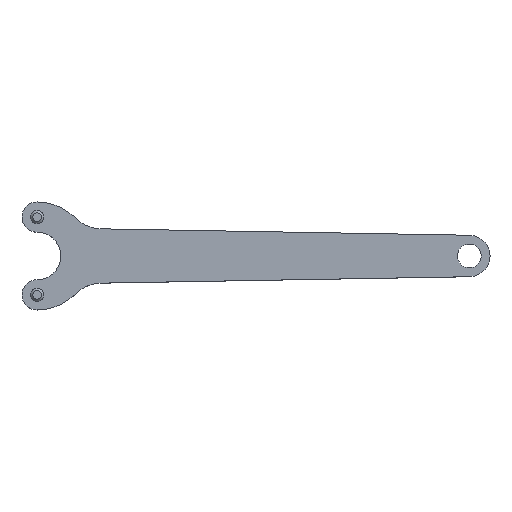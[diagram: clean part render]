
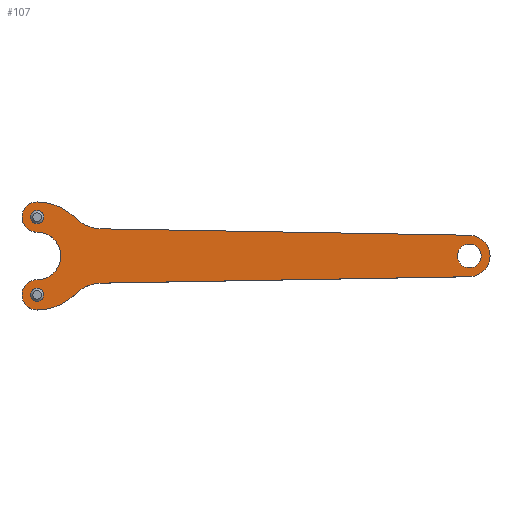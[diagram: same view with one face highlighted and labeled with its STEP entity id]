
A CAD part, top view. The second image highlights one B-rep face of the part: STEP entity #107.
In plain terms, the highlighted planar face has unit normal (0, 0, 1).
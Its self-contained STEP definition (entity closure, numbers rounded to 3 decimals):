
#107 = ADVANCED_FACE( '', ( #218, #219, #220, #221 ), #222, .T. );
#218 = FACE_BOUND( '', #325, .T. );
#219 = FACE_BOUND( '', #326, .T. );
#220 = FACE_BOUND( '', #327, .T. );
#221 = FACE_OUTER_BOUND( '', #328, .T. );
#222 = PLANE( '', #329 );
#325 = EDGE_LOOP( '', ( #503 ) );
#326 = EDGE_LOOP( '', ( #504 ) );
#327 = EDGE_LOOP( '', ( #505 ) );
#328 = EDGE_LOOP( '', ( #506, #507, #508, #509, #510, #511, #512, #513, #514, #515 ) );
#329 = AXIS2_PLACEMENT_3D( '', #516, #517, #518 );
#503 = ORIENTED_EDGE( '', *, *, #538, .F. );
#504 = ORIENTED_EDGE( '', *, *, #546, .F. );
#505 = ORIENTED_EDGE( '', *, *, #565, .F. );
#506 = ORIENTED_EDGE( '', *, *, #550, .F. );
#507 = ORIENTED_EDGE( '', *, *, #559, .F. );
#508 = ORIENTED_EDGE( '', *, *, #584, .F. );
#509 = ORIENTED_EDGE( '', *, *, #586, .F. );
#510 = ORIENTED_EDGE( '', *, *, #542, .F. );
#511 = ORIENTED_EDGE( '', *, *, #555, .F. );
#512 = ORIENTED_EDGE( '', *, *, #568, .F. );
#513 = ORIENTED_EDGE( '', *, *, #524, .F. );
#514 = ORIENTED_EDGE( '', *, *, #529, .F. );
#515 = ORIENTED_EDGE( '', *, *, #581, .F. );
#516 = CARTESIAN_POINT( '', ( 15., 14.981, 5. ) );
#517 = DIRECTION( '', ( 0., 0., 1. ) );
#518 = DIRECTION( '', ( 1., 0., 0. ) );
#524 = EDGE_CURVE( '', #595, #597, #598, .T. );
#529 = EDGE_CURVE( '', #603, #595, #605, .T. );
#538 = EDGE_CURVE( '', #619, #619, #620, .T. );
#542 = EDGE_CURVE( '', #625, #627, #628, .T. );
#546 = EDGE_CURVE( '', #633, #633, #634, .T. );
#550 = EDGE_CURVE( '', #639, #641, #642, .T. );
#555 = EDGE_CURVE( '', #647, #625, #649, .T. );
#559 = EDGE_CURVE( '', #653, #639, #655, .T. );
#565 = EDGE_CURVE( '', #664, #664, #665, .T. );
#568 = EDGE_CURVE( '', #597, #647, #668, .T. );
#581 = EDGE_CURVE( '', #641, #603, #683, .T. );
#584 = EDGE_CURVE( '', #685, #653, #687, .T. );
#586 = EDGE_CURVE( '', #627, #685, #689, .T. );
#595 = VERTEX_POINT( '', #699 );
#597 = VERTEX_POINT( '', #702 );
#598 = LINE( '', #703, #704 );
#603 = VERTEX_POINT( '', #710 );
#605 = CIRCLE( '', #713, 4.8 );
#619 = VERTEX_POINT( '', #727 );
#620 = CIRCLE( '', #728, 1.5 );
#625 = VERTEX_POINT( '', #733 );
#627 = VERTEX_POINT( '', #736 );
#628 = CIRCLE( '', #737, 3.5 );
#633 = VERTEX_POINT( '', #743 );
#634 = CIRCLE( '', #744, 1.5 );
#639 = VERTEX_POINT( '', #749 );
#641 = VERTEX_POINT( '', #752 );
#642 = CIRCLE( '', #753, 8.7 );
#647 = VERTEX_POINT( '', #759 );
#649 = CIRCLE( '', #762, 12.5 );
#653 = VERTEX_POINT( '', #766 );
#655 = CIRCLE( '', #769, 12.5 );
#664 = VERTEX_POINT( '', #778 );
#665 = CIRCLE( '', #779, 2.75 );
#668 = CIRCLE( '', #782, 8.7 );
#683 = LINE( '', #798, #799 );
#685 = VERTEX_POINT( '', #801 );
#687 = CIRCLE( '', #804, 3.5 );
#689 = CIRCLE( '', #806, 5.5 );
#699 = CARTESIAN_POINT( '', ( 100.084, -4.799, 5. ) );
#702 = CARTESIAN_POINT( '', ( 14.849, -6.283, 5. ) );
#703 = CARTESIAN_POINT( '', ( 14.849, -6.283, 5. ) );
#704 = VECTOR( '', #813, 1000. );
#710 = CARTESIAN_POINT( '', ( 100.084, 4.799, 5. ) );
#713 = AXIS2_PLACEMENT_3D( '', #819, #820, #821 );
#727 = CARTESIAN_POINT( '', ( 1.5, -8.974, 5. ) );
#728 = AXIS2_PLACEMENT_3D( '', #837, #838, #839 );
#733 = CARTESIAN_POINT( '', ( 0., -12.5, 5. ) );
#736 = CARTESIAN_POINT( '', ( 0., -5.5, 5. ) );
#737 = AXIS2_PLACEMENT_3D( '', #844, #845, #846 );
#743 = CARTESIAN_POINT( '', ( 1.5, 9.026, 5. ) );
#744 = AXIS2_PLACEMENT_3D( '', #851, #852, #853 );
#749 = CARTESIAN_POINT( '', ( 8.844, 8.833, 5. ) );
#752 = CARTESIAN_POINT( '', ( 14.849, 6.283, 5. ) );
#753 = AXIS2_PLACEMENT_3D( '', #858, #859, #860 );
#759 = CARTESIAN_POINT( '', ( 8.844, -8.833, 5. ) );
#762 = AXIS2_PLACEMENT_3D( '', #866, #867, #868 );
#766 = CARTESIAN_POINT( '', ( 0., 12.5, 5. ) );
#769 = AXIS2_PLACEMENT_3D( '', #873, #874, #875 );
#778 = CARTESIAN_POINT( '', ( 102.75, 0.048, 5. ) );
#779 = AXIS2_PLACEMENT_3D( '', #885, #886, #887 );
#782 = AXIS2_PLACEMENT_3D( '', #891, #892, #893 );
#798 = CARTESIAN_POINT( '', ( 14.849, 6.283, 5. ) );
#799 = VECTOR( '', #904, 1000. );
#801 = CARTESIAN_POINT( '', ( 0., 5.5, 5. ) );
#804 = AXIS2_PLACEMENT_3D( '', #906, #907, #908 );
#806 = AXIS2_PLACEMENT_3D( '', #909, #910, #911 );
#813 = DIRECTION( '', ( -1., -0.017, 0. ) );
#819 = CARTESIAN_POINT( '', ( 100., 0., 5. ) );
#820 = DIRECTION( '', ( 0., 0., -1. ) );
#821 = DIRECTION( '', ( -1., 0., 0. ) );
#837 = CARTESIAN_POINT( '', ( 0., -9., 5. ) );
#838 = DIRECTION( '', ( 0., 0., 1. ) );
#839 = DIRECTION( '', ( 1., 0.017, 0. ) );
#844 = CARTESIAN_POINT( '', ( 0., -9., 5. ) );
#845 = DIRECTION( '', ( 0., 0., -1. ) );
#846 = DIRECTION( '', ( 1., 0., 0. ) );
#851 = CARTESIAN_POINT( '', ( 0., 9., 5. ) );
#852 = DIRECTION( '', ( 0., 0., 1. ) );
#853 = DIRECTION( '', ( 1., 0.017, 0. ) );
#858 = CARTESIAN_POINT( '', ( 15., 14.981, 5. ) );
#859 = DIRECTION( '', ( 0., 0., 1. ) );
#860 = DIRECTION( '', ( 1., 0., 0. ) );
#866 = CARTESIAN_POINT( '', ( 0., 0., 5. ) );
#867 = DIRECTION( '', ( 0., 0., -1. ) );
#868 = DIRECTION( '', ( 1., 0., 0. ) );
#873 = CARTESIAN_POINT( '', ( 0., 0., 5. ) );
#874 = DIRECTION( '', ( 0., 0., -1. ) );
#875 = DIRECTION( '', ( 1., 0., 0. ) );
#885 = CARTESIAN_POINT( '', ( 100., 0., 5. ) );
#886 = DIRECTION( '', ( 0., 0., 1. ) );
#887 = DIRECTION( '', ( 1., 0.017, 0. ) );
#891 = CARTESIAN_POINT( '', ( 15., -14.981, 5. ) );
#892 = DIRECTION( '', ( 0., 0., 1. ) );
#893 = DIRECTION( '', ( 1., 0., 0. ) );
#904 = DIRECTION( '', ( 1., -0.017, 0. ) );
#906 = CARTESIAN_POINT( '', ( 0., 9., 5. ) );
#907 = DIRECTION( '', ( 0., 0., -1. ) );
#908 = DIRECTION( '', ( 1., 0., 0. ) );
#909 = CARTESIAN_POINT( '', ( 0., 0., 5. ) );
#910 = DIRECTION( '', ( 0., 0., 1. ) );
#911 = DIRECTION( '', ( -1., 0., 0. ) );
